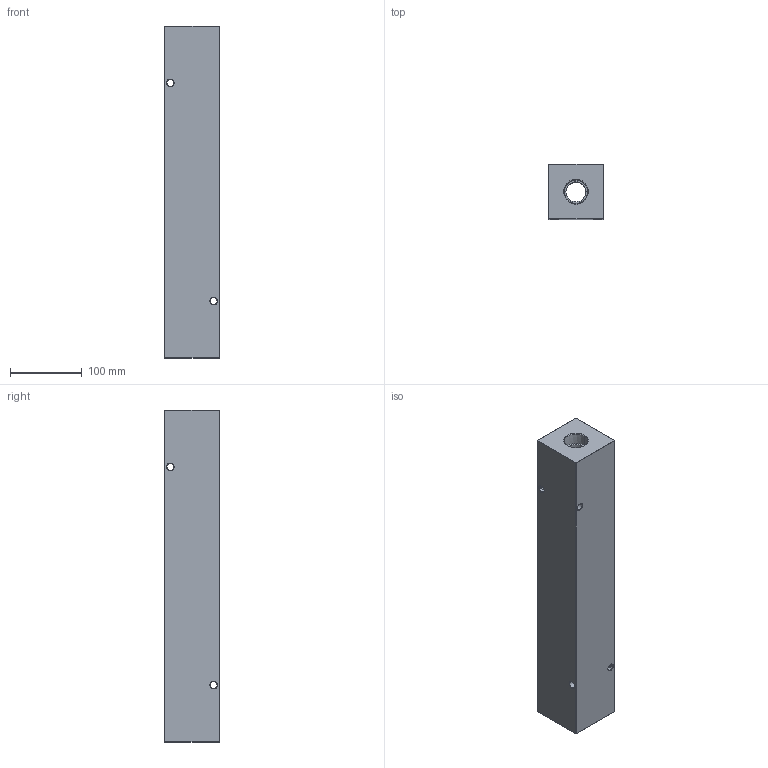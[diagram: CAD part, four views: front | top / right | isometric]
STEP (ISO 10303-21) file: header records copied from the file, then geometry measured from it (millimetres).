
FILE_DESCRIPTION (( 'STEP AP203' ), '1' );
FILE_NAME ('HM-6-90-P-16-8.STEP', '2020-10-30T16:42:09', ( '' ), ( '' ), 'SwSTEP 2.0', 'SolidWorks 2019', '' );
FILE_SCHEMA (( 'CONFIG_CONTROL_DESIGN' ));
Length unit declared in the file: inch
Products named in the file (1): HM-6-90-P-16-8
Bounding box: 76.2 x 76.2 x 463.55 mm (x, y, z)
Volume: 2287083.8 mm3; surface area: 212853.9 mm2
Topology: 1 solids, 1 shells, 544 faces, 1403 edges, 914 vertices
Faces by surface type: plane 251, bspline 203, cone 48, cylinder 42
Entity records: 27496 total; most frequent: CARTESIAN_POINT 15481, ORIENTED_EDGE 2806, DIRECTION 1765, EDGE_CURVE 1403, VERTEX_POINT 914, LINE 833, VECTOR 833, EDGE_LOOP 635
